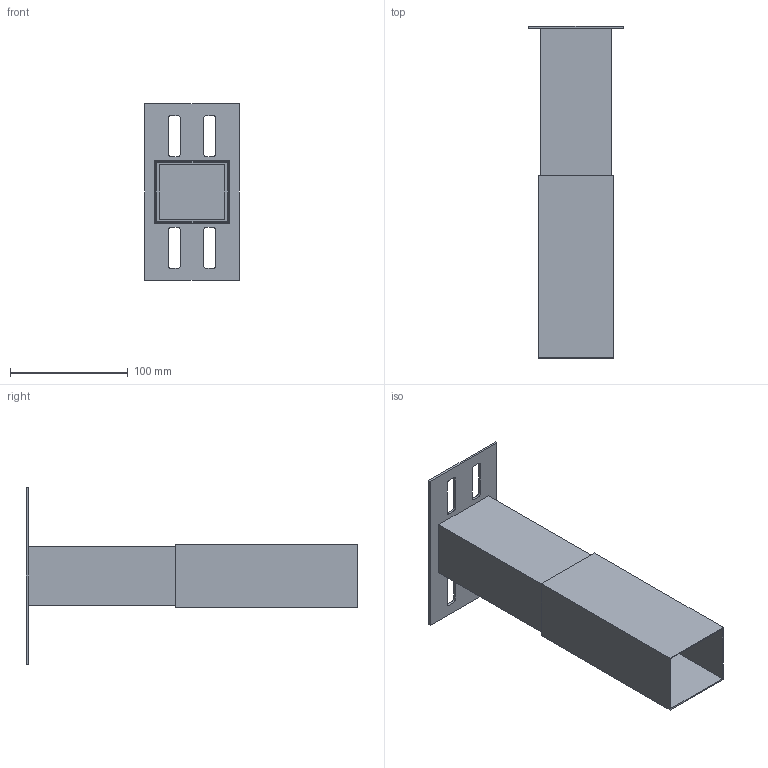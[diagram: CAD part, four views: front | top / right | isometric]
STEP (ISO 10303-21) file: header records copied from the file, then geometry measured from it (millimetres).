
FILE_DESCRIPTION(/* description */ (''),/* implementation_level */ '2;1');
FILE_NAME(/* name */ 'platine poteau.step',/* time_stamp */ '2020-05-11T09:18:12+02:00',/* author */ (''),/* organization */ (''),/* preprocessor_version */ 'ST-DEVELOPER v18.1',/* originating_system */ 'Autodesk Translation Framework v9.2.0.1227',/* authorisation */ '');
FILE_SCHEMA (('AUTOMOTIVE_DESIGN { 1 0 10303 214 3 1 1 }'));
Length unit declared in the file: millimetre
Products named in the file (4): Fixation poteau; Component1; Component2; Component3
Assembly tree (3 placements, depth 2):
  Fixation poteau
    Component1
    Component2
    Component3
Bounding box: 80 x 282 x 150 mm (x, y, z)
Volume: 150802.9 mm3; surface area: 161032.6 mm2
Topology: 2 solids, 2 shells, 58 faces, 156 edges, 104 vertices
Faces by surface type: plane 42, cylinder 16
Entity records: 2063 total; most frequent: CARTESIAN_POINT 325, DIRECTION 318, ORIENTED_EDGE 312, EDGE_CURVE 156, LINE 124, VECTOR 124, VERTEX_POINT 104, AXIS2_PLACEMENT_3D 97
